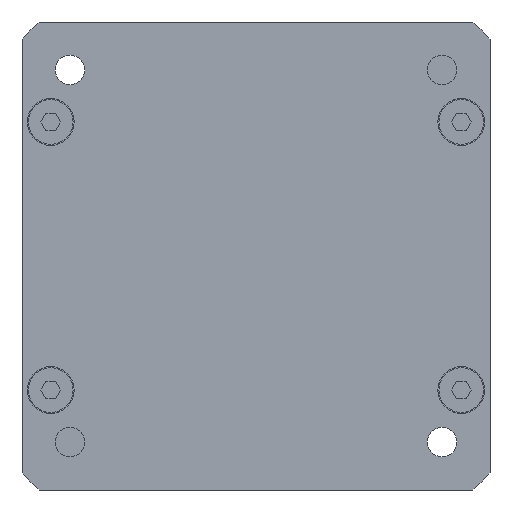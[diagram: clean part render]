
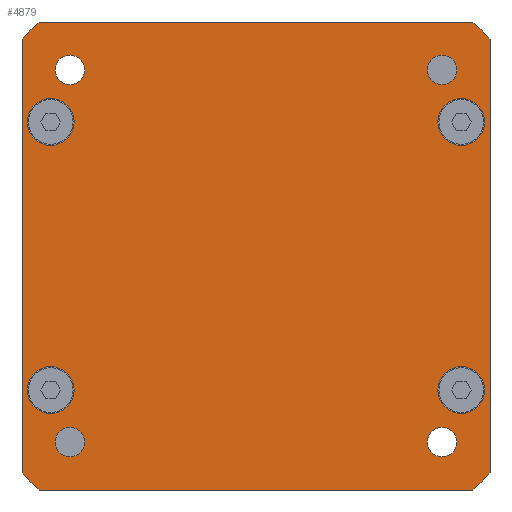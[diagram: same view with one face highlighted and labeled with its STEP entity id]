
A CAD part, front view. The second image highlights one B-rep face of the part: STEP entity #4879.
In plain terms, the highlighted planar face has unit normal (0, -1, 0).
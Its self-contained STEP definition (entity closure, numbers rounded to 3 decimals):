
#3612=CARTESIAN_POINT('',(94.418,-143.5,87.5));
#3613=VERTEX_POINT('',#3612);
#3614=CARTESIAN_POINT('',(87.5,-143.5,87.5));
#3615=DIRECTION('',(0.0,1.0,0.0));
#3616=DIRECTION('',(1.0,0.0,0.0));
#3617=AXIS2_PLACEMENT_3D('',#3614,#3615,#3616);
#3618=CIRCLE('',#3617,6.918);
#3619=EDGE_CURVE('',#3613,#3613,#3618,.T.);
#3640=CARTESIAN_POINT('',(94.418,-143.5,-87.5));
#3641=VERTEX_POINT('',#3640);
#3642=CARTESIAN_POINT('',(87.5,-143.5,-87.5));
#3643=DIRECTION('',(0.0,1.0,0.0));
#3644=DIRECTION('',(1.0,0.0,0.0));
#3645=AXIS2_PLACEMENT_3D('',#3642,#3643,#3644);
#3646=CIRCLE('',#3645,6.918);
#3647=EDGE_CURVE('',#3641,#3641,#3646,.T.);
#3668=CARTESIAN_POINT('',(-80.582,-143.5,-87.5));
#3669=VERTEX_POINT('',#3668);
#3670=CARTESIAN_POINT('',(-87.5,-143.5,-87.5));
#3671=DIRECTION('',(0.0,1.0,0.0));
#3672=DIRECTION('',(1.0,0.0,0.0));
#3673=AXIS2_PLACEMENT_3D('',#3670,#3671,#3672);
#3674=CIRCLE('',#3673,6.918);
#3675=EDGE_CURVE('',#3669,#3669,#3674,.T.);
#3696=CARTESIAN_POINT('',(-80.582,-143.5,87.5));
#3697=VERTEX_POINT('',#3696);
#3698=CARTESIAN_POINT('',(-87.5,-143.5,87.5));
#3699=DIRECTION('',(0.0,1.0,0.0));
#3700=DIRECTION('',(1.0,0.0,0.0));
#3701=AXIS2_PLACEMENT_3D('',#3698,#3699,#3700);
#3702=CIRCLE('',#3701,6.918);
#3703=EDGE_CURVE('',#3697,#3697,#3702,.T.);
#4552=CARTESIAN_POINT('',(107.5,-143.5,63.));
#4553=VERTEX_POINT('',#4552);
#4554=CARTESIAN_POINT('',(96.5,-143.5,63.));
#4555=DIRECTION('',(0.0,1.0,0.0));
#4556=DIRECTION('',(-1.0,0.0,0.0));
#4557=AXIS2_PLACEMENT_3D('',#4554,#4555,#4556);
#4558=CIRCLE('',#4557,11.0);
#4559=EDGE_CURVE('',#4553,#4553,#4558,.T.);
#4620=CARTESIAN_POINT('',(-85.5,-143.5,-63.));
#4621=VERTEX_POINT('',#4620);
#4622=CARTESIAN_POINT('',(-96.5,-143.5,-63.));
#4623=DIRECTION('',(0.0,1.0,0.0));
#4624=DIRECTION('',(-1.0,0.0,0.0));
#4625=AXIS2_PLACEMENT_3D('',#4622,#4623,#4624);
#4626=CIRCLE('',#4625,11.0);
#4627=EDGE_CURVE('',#4621,#4621,#4626,.T.);
#4688=CARTESIAN_POINT('',(107.5,-143.5,-63.));
#4689=VERTEX_POINT('',#4688);
#4690=CARTESIAN_POINT('',(96.5,-143.5,-63.));
#4691=DIRECTION('',(0.0,1.0,0.0));
#4692=DIRECTION('',(-1.0,0.0,0.0));
#4693=AXIS2_PLACEMENT_3D('',#4690,#4691,#4692);
#4694=CIRCLE('',#4693,11.0);
#4695=EDGE_CURVE('',#4689,#4689,#4694,.T.);
#4756=CARTESIAN_POINT('',(-85.5,-143.5,63.));
#4757=VERTEX_POINT('',#4756);
#4758=CARTESIAN_POINT('',(-96.5,-143.5,63.));
#4759=DIRECTION('',(0.0,1.0,0.0));
#4760=DIRECTION('',(-1.0,0.0,0.0));
#4761=AXIS2_PLACEMENT_3D('',#4758,#4759,#4760);
#4762=CIRCLE('',#4761,11.0);
#4763=EDGE_CURVE('',#4757,#4757,#4762,.T.);
#4780=CARTESIAN_POINT('',(0.,-143.5,0.));
#4781=DIRECTION('',(0.0,1.0,0.0));
#4782=DIRECTION('',(0.0,0.0,1.0));
#4783=AXIS2_PLACEMENT_3D('',#4780,#4781,#4782);
#4784=PLANE('',#4783);
#4785=CARTESIAN_POINT('',(-110.0,-143.5,101.98));
#4786=VERTEX_POINT('',#4785);
#4787=CARTESIAN_POINT('',(-101.98,-143.5,110.0));
#4788=VERTEX_POINT('',#4787);
#4789=CARTESIAN_POINT('',(0.0,-143.5,0.0));
#4790=DIRECTION('',(0.0,1.0,0.0));
#4791=DIRECTION('',(-0.68,0.0,0.733));
#4792=AXIS2_PLACEMENT_3D('',#4789,#4790,#4791);
#4793=CIRCLE('',#4792,150.);
#4794=EDGE_CURVE('',#4786,#4788,#4793,.T.);
#4795=ORIENTED_EDGE('',*,*,#4794,.F.);
#4796=CARTESIAN_POINT('',(-110.0,-143.5,-101.98));
#4797=VERTEX_POINT('',#4796);
#4798=CARTESIAN_POINT('',(-110.0,-143.5,-101.98));
#4799=DIRECTION('',(0.0,0.0,1.0));
#4800=VECTOR('',#4799,203.961);
#4801=LINE('',#4798,#4800);
#4802=EDGE_CURVE('',#4797,#4786,#4801,.T.);
#4803=ORIENTED_EDGE('',*,*,#4802,.F.);
#4804=CARTESIAN_POINT('',(-101.98,-143.5,-110.0));
#4805=VERTEX_POINT('',#4804);
#4806=CARTESIAN_POINT('',(0.0,-143.5,0.0));
#4807=DIRECTION('',(0.0,1.0,0.0));
#4808=DIRECTION('',(-0.733,0.0,-0.68));
#4809=AXIS2_PLACEMENT_3D('',#4806,#4807,#4808);
#4810=CIRCLE('',#4809,150.);
#4811=EDGE_CURVE('',#4805,#4797,#4810,.T.);
#4812=ORIENTED_EDGE('',*,*,#4811,.F.);
#4813=CARTESIAN_POINT('',(101.98,-143.5,-110.0));
#4814=VERTEX_POINT('',#4813);
#4815=CARTESIAN_POINT('',(101.98,-143.5,-110.0));
#4816=DIRECTION('',(-1.0,0.0,0.0));
#4817=VECTOR('',#4816,203.961);
#4818=LINE('',#4815,#4817);
#4819=EDGE_CURVE('',#4814,#4805,#4818,.T.);
#4820=ORIENTED_EDGE('',*,*,#4819,.F.);
#4821=CARTESIAN_POINT('',(110.0,-143.5,-101.98));
#4822=VERTEX_POINT('',#4821);
#4823=CARTESIAN_POINT('',(0.0,-143.5,0.0));
#4824=DIRECTION('',(0.0,1.0,0.0));
#4825=DIRECTION('',(0.68,0.0,-0.733));
#4826=AXIS2_PLACEMENT_3D('',#4823,#4824,#4825);
#4827=CIRCLE('',#4826,150.);
#4828=EDGE_CURVE('',#4822,#4814,#4827,.T.);
#4829=ORIENTED_EDGE('',*,*,#4828,.F.);
#4830=CARTESIAN_POINT('',(110.0,-143.5,101.98));
#4831=VERTEX_POINT('',#4830);
#4832=CARTESIAN_POINT('',(110.0,-143.5,101.98));
#4833=DIRECTION('',(0.0,0.0,-1.0));
#4834=VECTOR('',#4833,203.961);
#4835=LINE('',#4832,#4834);
#4836=EDGE_CURVE('',#4831,#4822,#4835,.T.);
#4837=ORIENTED_EDGE('',*,*,#4836,.F.);
#4838=CARTESIAN_POINT('',(101.98,-143.5,110.0));
#4839=VERTEX_POINT('',#4838);
#4840=CARTESIAN_POINT('',(0.0,-143.5,0.0));
#4841=DIRECTION('',(0.0,1.0,0.0));
#4842=DIRECTION('',(0.733,0.0,0.68));
#4843=AXIS2_PLACEMENT_3D('',#4840,#4841,#4842);
#4844=CIRCLE('',#4843,150.);
#4845=EDGE_CURVE('',#4839,#4831,#4844,.T.);
#4846=ORIENTED_EDGE('',*,*,#4845,.F.);
#4847=CARTESIAN_POINT('',(-101.98,-143.5,110.0));
#4848=DIRECTION('',(1.0,0.0,0.0));
#4849=VECTOR('',#4848,203.961);
#4850=LINE('',#4847,#4849);
#4851=EDGE_CURVE('',#4788,#4839,#4850,.T.);
#4852=ORIENTED_EDGE('',*,*,#4851,.F.);
#4853=EDGE_LOOP('',(#4795,#4803,#4812,#4820,#4829,#4837,#4846,#4852));
#4854=FACE_OUTER_BOUND('',#4853,.T.);
#4855=ORIENTED_EDGE('',*,*,#3619,.T.);
#4856=EDGE_LOOP('',(#4855));
#4857=FACE_BOUND('',#4856,.T.);
#4858=ORIENTED_EDGE('',*,*,#3647,.T.);
#4859=EDGE_LOOP('',(#4858));
#4860=FACE_BOUND('',#4859,.T.);
#4861=ORIENTED_EDGE('',*,*,#3675,.T.);
#4862=EDGE_LOOP('',(#4861));
#4863=FACE_BOUND('',#4862,.T.);
#4864=ORIENTED_EDGE('',*,*,#3703,.T.);
#4865=EDGE_LOOP('',(#4864));
#4866=FACE_BOUND('',#4865,.T.);
#4867=ORIENTED_EDGE('',*,*,#4559,.T.);
#4868=EDGE_LOOP('',(#4867));
#4869=FACE_BOUND('',#4868,.T.);
#4870=ORIENTED_EDGE('',*,*,#4627,.T.);
#4871=EDGE_LOOP('',(#4870));
#4872=FACE_BOUND('',#4871,.T.);
#4873=ORIENTED_EDGE('',*,*,#4695,.T.);
#4874=EDGE_LOOP('',(#4873));
#4875=FACE_BOUND('',#4874,.T.);
#4876=ORIENTED_EDGE('',*,*,#4763,.T.);
#4877=EDGE_LOOP('',(#4876));
#4878=FACE_BOUND('',#4877,.T.);
#4879=ADVANCED_FACE('',(#4854,#4857,#4860,#4863,#4866,#4869,#4872,#4875,#4878),#4784,.F.);
